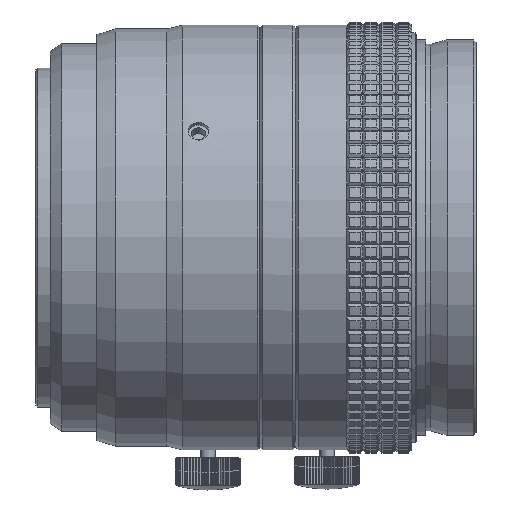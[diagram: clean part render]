
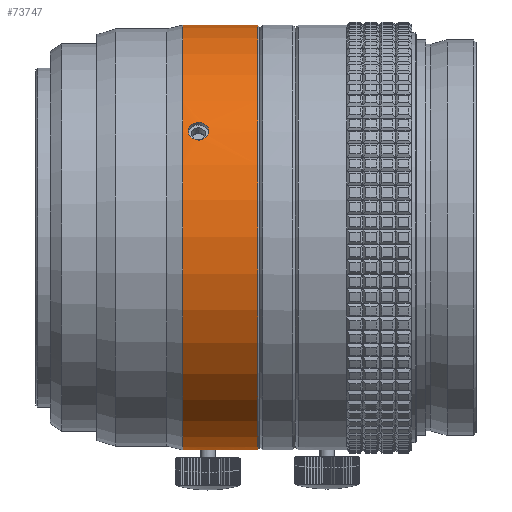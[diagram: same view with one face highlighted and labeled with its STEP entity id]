
A CAD part, top view. The second image highlights one B-rep face of the part: STEP entity #73747.
In plain terms, the highlighted cylindrical face has radius 22.8 mm (diameter 45.6 mm), a partial arc.
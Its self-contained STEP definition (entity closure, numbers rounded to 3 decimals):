
#73747 = ADVANCED_FACE('',(#73748,#73811),#73851,.T.);
#73748 = FACE_BOUND('',#73749,.T.);
#73749 = EDGE_LOOP('',(#73750,#73760,#73769,#73777,#73796,#73804));
#73750 = ORIENTED_EDGE('',*,*,#73751,.T.);
#73751 = EDGE_CURVE('',#73752,#73754,#73756,.T.);
#73752 = VERTEX_POINT('',#73753);
#73753 = CARTESIAN_POINT('',(-21.35,22.8,0.));
#73754 = VERTEX_POINT('',#73755);
#73755 = CARTESIAN_POINT('',(-29.4,22.8,0.));
#73756 = LINE('',#73757,#73758);
#73757 = CARTESIAN_POINT('',(-21.35,22.8,0.));
#73758 = VECTOR('',#73759,1.);
#73759 = DIRECTION('',(-1.,0.,0.));
#73760 = ORIENTED_EDGE('',*,*,#73761,.T.);
#73761 = EDGE_CURVE('',#73754,#73762,#73764,.T.);
#73762 = VERTEX_POINT('',#73763);
#73763 = CARTESIAN_POINT('',(-29.4,-22.8,0.));
#73764 = CIRCLE('',#73765,22.8);
#73765 = AXIS2_PLACEMENT_3D('',#73766,#73767,#73768);
#73766 = CARTESIAN_POINT('',(-29.4,0.,0.));
#73767 = DIRECTION('',(1.,0.,0.));
#73768 = DIRECTION('',(-0.,1.,0.));
#73769 = ORIENTED_EDGE('',*,*,#73770,.T.);
#73770 = EDGE_CURVE('',#73762,#73771,#73773,.T.);
#73771 = VERTEX_POINT('',#73772);
#73772 = CARTESIAN_POINT('',(-27.7,-22.8,0.));
#73773 = LINE('',#73774,#73775);
#73774 = CARTESIAN_POINT('',(-29.4,-22.8,0.));
#73775 = VECTOR('',#73776,1.);
#73776 = DIRECTION('',(1.,0.,0.));
#73777 = ORIENTED_EDGE('',*,*,#73778,.T.);
#73778 = EDGE_CURVE('',#73771,#73779,#73781,.T.);
#73779 = VERTEX_POINT('',#73780);
#73780 = CARTESIAN_POINT('',(-25.7,-22.8,0.));
#73781 = B_SPLINE_CURVE_WITH_KNOTS('',3,(#73782,#73783,#73784,#73785,
    #73786,#73787,#73788,#73789,#73790,#73791,#73792,#73793,#73794,
    #73795),.UNSPECIFIED.,.F.,.F.,(4,1,1,1,1,1,1,1,1,1,1,4),(0.,
    0.091,0.182,0.273,0.364,
    0.455,0.545,0.636,0.727,
    0.818,0.909,1.),.UNSPECIFIED.);
#73782 = CARTESIAN_POINT('',(-27.7,-22.8,0.));
#73783 = CARTESIAN_POINT('',(-27.7,-22.8,0.093));
#73784 = CARTESIAN_POINT('',(-27.674,-22.799,
    0.272));
#73785 = CARTESIAN_POINT('',(-27.558,-22.794,
    0.528));
#73786 = CARTESIAN_POINT('',(-27.37,-22.788,
    0.744));
#73787 = CARTESIAN_POINT('',(-27.13,-22.782,
    0.899));
#73788 = CARTESIAN_POINT('',(-26.846,-22.779,
    0.982));
#73789 = CARTESIAN_POINT('',(-26.557,-22.779,
    0.983));
#73790 = CARTESIAN_POINT('',(-26.273,-22.782,
    0.901));
#73791 = CARTESIAN_POINT('',(-26.032,-22.788,
    0.746));
#73792 = CARTESIAN_POINT('',(-25.843,-22.794,
    0.53));
#73793 = CARTESIAN_POINT('',(-25.726,-22.799,
    0.273));
#73794 = CARTESIAN_POINT('',(-25.7,-22.8,0.093));
#73795 = CARTESIAN_POINT('',(-25.7,-22.8,0.));
#73796 = ORIENTED_EDGE('',*,*,#73797,.T.);
#73797 = EDGE_CURVE('',#73779,#73798,#73800,.T.);
#73798 = VERTEX_POINT('',#73799);
#73799 = CARTESIAN_POINT('',(-21.35,-22.8,0.));
#73800 = LINE('',#73801,#73802);
#73801 = CARTESIAN_POINT('',(-25.7,-22.8,0.));
#73802 = VECTOR('',#73803,1.);
#73803 = DIRECTION('',(1.,0.,0.));
#73804 = ORIENTED_EDGE('',*,*,#73805,.T.);
#73805 = EDGE_CURVE('',#73798,#73752,#73806,.T.);
#73806 = CIRCLE('',#73807,22.8);
#73807 = AXIS2_PLACEMENT_3D('',#73808,#73809,#73810);
#73808 = CARTESIAN_POINT('',(-21.35,0.,0.));
#73809 = DIRECTION('',(-1.,0.,0.));
#73810 = DIRECTION('',(0.,-1.,0.));
#73811 = FACE_BOUND('',#73812,.T.);
#73812 = EDGE_LOOP('',(#73813,#73834));
#73813 = ORIENTED_EDGE('',*,*,#73814,.T.);
#73814 = EDGE_CURVE('',#73815,#73817,#73819,.T.);
#73815 = VERTEX_POINT('',#73816);
#73816 = CARTESIAN_POINT('',(-27.7,12.339,19.172));
#73817 = VERTEX_POINT('',#73818);
#73818 = CARTESIAN_POINT('',(-27.7,10.434,20.272));
#73819 = B_SPLINE_CURVE_WITH_KNOTS('',3,(#73820,#73821,#73822,#73823,
    #73824,#73825,#73826,#73827,#73828,#73829,#73830,#73831,#73832,
    #73833),.UNSPECIFIED.,.F.,.F.,(4,1,1,1,1,1,1,1,1,1,1,4),(0.,
    0.091,0.182,0.273,0.364,
    0.455,0.545,0.636,0.727,
    0.818,0.909,1.),.UNSPECIFIED.);
#73820 = CARTESIAN_POINT('',(-27.7,12.339,19.172));
#73821 = CARTESIAN_POINT('',(-27.597,12.339,
    19.172));
#73822 = CARTESIAN_POINT('',(-27.389,12.315,
    19.188));
#73823 = CARTESIAN_POINT('',(-27.099,12.204,
    19.259));
#73824 = CARTESIAN_POINT('',(-26.858,12.028,
    19.37));
#73825 = CARTESIAN_POINT('',(-26.686,11.8,
    19.51));
#73826 = CARTESIAN_POINT('',(-26.596,11.538,
    19.666));
#73827 = CARTESIAN_POINT('',(-26.596,11.263,
    19.825));
#73828 = CARTESIAN_POINT('',(-26.686,10.997,
    19.974));
#73829 = CARTESIAN_POINT('',(-26.858,10.762,
    20.101));
#73830 = CARTESIAN_POINT('',(-27.098,10.577,20.198
    ));
#73831 = CARTESIAN_POINT('',(-27.388,10.46,
    20.259));
#73832 = CARTESIAN_POINT('',(-27.596,10.434,
    20.272));
#73833 = CARTESIAN_POINT('',(-27.7,10.434,20.272));
#73834 = ORIENTED_EDGE('',*,*,#73835,.T.);
#73835 = EDGE_CURVE('',#73817,#73815,#73836,.T.);
#73836 = B_SPLINE_CURVE_WITH_KNOTS('',3,(#73837,#73838,#73839,#73840,
    #73841,#73842,#73843,#73844,#73845,#73846,#73847,#73848,#73849,
    #73850),.UNSPECIFIED.,.F.,.F.,(4,1,1,1,1,1,1,1,1,1,1,4),(0.,
    0.091,0.182,0.273,0.364,
    0.455,0.545,0.636,0.727,
    0.818,0.909,1.),.UNSPECIFIED.);
#73837 = CARTESIAN_POINT('',(-27.7,10.434,20.272));
#73838 = CARTESIAN_POINT('',(-27.803,10.434,
    20.272));
#73839 = CARTESIAN_POINT('',(-28.011,10.46,
    20.259));
#73840 = CARTESIAN_POINT('',(-28.301,10.577,20.198
    ));
#73841 = CARTESIAN_POINT('',(-28.542,10.761,
    20.101));
#73842 = CARTESIAN_POINT('',(-28.714,10.996,
    19.974));
#73843 = CARTESIAN_POINT('',(-28.804,11.262,
    19.825));
#73844 = CARTESIAN_POINT('',(-28.804,11.538,
    19.666));
#73845 = CARTESIAN_POINT('',(-28.714,11.799,
    19.51));
#73846 = CARTESIAN_POINT('',(-28.542,12.027,
    19.37));
#73847 = CARTESIAN_POINT('',(-28.302,12.204,
    19.259));
#73848 = CARTESIAN_POINT('',(-28.012,12.315,
    19.188));
#73849 = CARTESIAN_POINT('',(-27.804,12.339,
    19.172));
#73850 = CARTESIAN_POINT('',(-27.7,12.339,19.172));
#73851 = CYLINDRICAL_SURFACE('',#73852,22.8);
#73852 = AXIS2_PLACEMENT_3D('',#73853,#73854,#73855);
#73853 = CARTESIAN_POINT('',(-29.561,0.,0.));
#73854 = DIRECTION('',(1.,0.,0.));
#73855 = DIRECTION('',(0.,-1.,0.));
